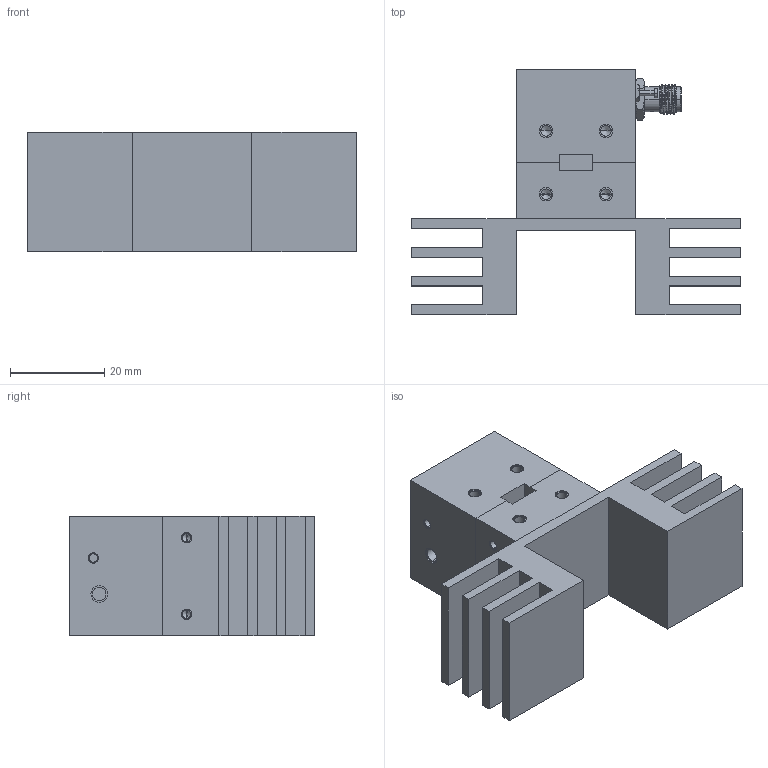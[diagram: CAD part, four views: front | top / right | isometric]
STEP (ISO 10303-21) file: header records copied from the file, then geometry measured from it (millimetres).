
FILE_DESCRIPTION (( 'STEP AP214' ), '1' );
FILE_NAME ('PEWGN1010.step', '2021-06-08T21:10:58', ( '' ), ( '' ), 'SwSTEP 2.0', 'SolidWorks 2020', '' );
FILE_SCHEMA (( 'AUTOMOTIVE_DESIGN' ));
Length unit declared in the file: inch
Products named in the file (1): PEWGN1010
Bounding box: 69.85 x 52.07 x 25.4 mm (x, y, z)
Volume: 35139.8 mm3; surface area: 16008.3 mm2
Topology: 1 solids, 1 shells, 361 faces, 903 edges, 580 vertices
Faces by surface type: plane 178, cylinder 88, cone 78, bspline 15, torus 2
Entity records: 14414 total; most frequent: CARTESIAN_POINT 6110, ORIENTED_EDGE 1782, DIRECTION 1619, EDGE_CURVE 891, AXIS2_PLACEMENT_3D 600, VERTEX_POINT 580, LINE 419, VECTOR 419
